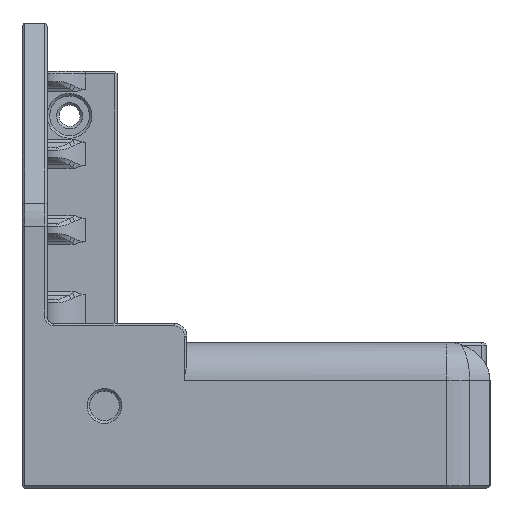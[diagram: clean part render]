
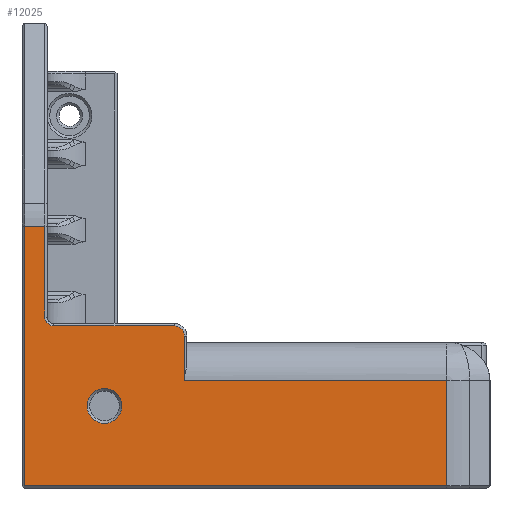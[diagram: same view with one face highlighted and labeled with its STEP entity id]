
A CAD part, top view. The second image highlights one B-rep face of the part: STEP entity #12025.
In plain terms, the highlighted planar face has unit normal (0, 0, 1).
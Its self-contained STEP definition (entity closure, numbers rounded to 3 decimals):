
#59=FACE_BOUND('',#1395,.T.);
#659=FACE_OUTER_BOUND('',#1394,.T.);
#1394=EDGE_LOOP('',(#8293,#8294,#8295,#8296,#8297,#8298,#8299,#8300,#8301,
#8302));
#1395=EDGE_LOOP('',(#8303));
#2205=CIRCLE('',#12866,1.6);
#2207=CIRCLE('',#12870,1.4);
#2211=CIRCLE('',#12881,2.75);
#2689=LINE('',#18136,#3897);
#2693=LINE('',#18148,#3901);
#2696=LINE('',#18157,#3904);
#2708=LINE('',#18185,#3916);
#2709=LINE('',#18188,#3917);
#2710=LINE('',#18190,#3918);
#2711=LINE('',#18192,#3919);
#2712=LINE('',#18193,#3920);
#3897=VECTOR('',#14231,10.);
#3901=VECTOR('',#14243,10.);
#3904=VECTOR('',#14254,10.);
#3916=VECTOR('',#14280,10.);
#3917=VECTOR('',#14283,10.);
#3918=VECTOR('',#14284,10.);
#3919=VECTOR('',#14285,10.);
#3920=VECTOR('',#14286,10.);
#5217=VERTEX_POINT('',#18130);
#5219=VERTEX_POINT('',#18134);
#5220=VERTEX_POINT('',#18138);
#5223=VERTEX_POINT('',#18146);
#5224=VERTEX_POINT('',#18150);
#5225=VERTEX_POINT('',#18155);
#5234=VERTEX_POINT('',#18183);
#5235=VERTEX_POINT('',#18187);
#5236=VERTEX_POINT('',#18189);
#5237=VERTEX_POINT('',#18191);
#5238=VERTEX_POINT('',#18194);
#6377=EDGE_CURVE('',#5217,#5219,#2689,.T.);
#6379=EDGE_CURVE('',#5219,#5220,#2205,.T.);
#6383=EDGE_CURVE('',#5220,#5223,#2693,.T.);
#6385=EDGE_CURVE('',#5223,#5224,#2207,.T.);
#6388=EDGE_CURVE('',#5224,#5225,#2696,.T.);
#6402=EDGE_CURVE('',#5234,#5225,#2708,.T.);
#6403=EDGE_CURVE('',#5234,#5235,#2709,.T.);
#6404=EDGE_CURVE('',#5236,#5235,#2710,.T.);
#6405=EDGE_CURVE('',#5236,#5237,#2711,.T.);
#6406=EDGE_CURVE('',#5217,#5237,#2712,.T.);
#6407=EDGE_CURVE('',#5238,#5238,#2211,.T.);
#8293=ORIENTED_EDGE('',*,*,#6388,.T.);
#8294=ORIENTED_EDGE('',*,*,#6402,.F.);
#8295=ORIENTED_EDGE('',*,*,#6403,.T.);
#8296=ORIENTED_EDGE('',*,*,#6404,.F.);
#8297=ORIENTED_EDGE('',*,*,#6405,.T.);
#8298=ORIENTED_EDGE('',*,*,#6406,.F.);
#8299=ORIENTED_EDGE('',*,*,#6377,.T.);
#8300=ORIENTED_EDGE('',*,*,#6379,.T.);
#8301=ORIENTED_EDGE('',*,*,#6383,.T.);
#8302=ORIENTED_EDGE('',*,*,#6385,.T.);
#8303=ORIENTED_EDGE('',*,*,#6407,.T.);
#11641=PLANE('',#12880);
#12025=ADVANCED_FACE('',(#659,#59),#11641,.T.);
#12866=AXIS2_PLACEMENT_3D('',#18141,#14235,#14236);
#12870=AXIS2_PLACEMENT_3D('',#18152,#14247,#14248);
#12880=AXIS2_PLACEMENT_3D('',#18186,#14281,#14282);
#12881=AXIS2_PLACEMENT_3D('',#18195,#14287,#14288);
#14231=DIRECTION('',(0.,1.,0.));
#14235=DIRECTION('center_axis',(0.,0.,
1.));
#14236=DIRECTION('ref_axis',(0.707,0.707,0.));
#14243=DIRECTION('',(-1.,0.,0.));
#14247=DIRECTION('center_axis',(0.,0.,
-1.));
#14248=DIRECTION('ref_axis',(-0.707,-0.707,0.));
#14254=DIRECTION('',(0.,1.,0.));
#14280=DIRECTION('',(1.,0.,0.));
#14281=DIRECTION('center_axis',(0.,0.,
1.));
#14282=DIRECTION('ref_axis',(-1.,0.,0.));
#14283=DIRECTION('',(0.,-1.,0.));
#14284=DIRECTION('',(-1.,0.,0.));
#14285=DIRECTION('',(0.,1.,0.));
#14286=DIRECTION('',(1.,0.,0.));
#14287=DIRECTION('center_axis',(0.,0.,
-1.));
#14288=DIRECTION('ref_axis',(-1.,0.,0.));
#18130=CARTESIAN_POINT('',(80.602,-98.,-1.2));
#18134=CARTESIAN_POINT('',(80.602,-91.,-1.2));
#18136=CARTESIAN_POINT('',(80.602,-82.75,-1.2));
#18138=CARTESIAN_POINT('',(79.002,-89.4,-1.2));
#18141=CARTESIAN_POINT('Origin',(79.002,-91.,-1.2));
#18146=CARTESIAN_POINT('',(60.002,-89.4,-1.2));
#18148=CARTESIAN_POINT('',(82.002,-89.4,-1.2));
#18150=CARTESIAN_POINT('',(58.602,-88.,-1.2));
#18152=CARTESIAN_POINT('Origin',(60.002,-88.,-1.2));
#18155=CARTESIAN_POINT('',(58.602,-73.68,-1.2));
#18157=CARTESIAN_POINT('',(58.602,-78.75,-1.2));
#18183=CARTESIAN_POINT('',(55.402,-73.68,-1.2));
#18185=CARTESIAN_POINT('',(69.002,-73.68,-1.2));
#18186=CARTESIAN_POINT('Origin',(83.002,-67.5,-1.2));
#18187=CARTESIAN_POINT('',(55.402,-114.6,-1.2));
#18188=CARTESIAN_POINT('',(55.402,-43.75,-1.2));
#18189=CARTESIAN_POINT('',(121.921,-114.6,-1.2));
#18190=CARTESIAN_POINT('',(162.402,-114.6,-1.2));
#18191=CARTESIAN_POINT('',(121.921,-98.,-1.2));
#18192=CARTESIAN_POINT('',(121.921,-91.25,-1.2));
#18193=CARTESIAN_POINT('',(78.32,-98.,-1.2));
#18194=CARTESIAN_POINT('',(70.752,-102.,-1.2));
#18195=CARTESIAN_POINT('Origin',(68.002,-102.,-1.2));
